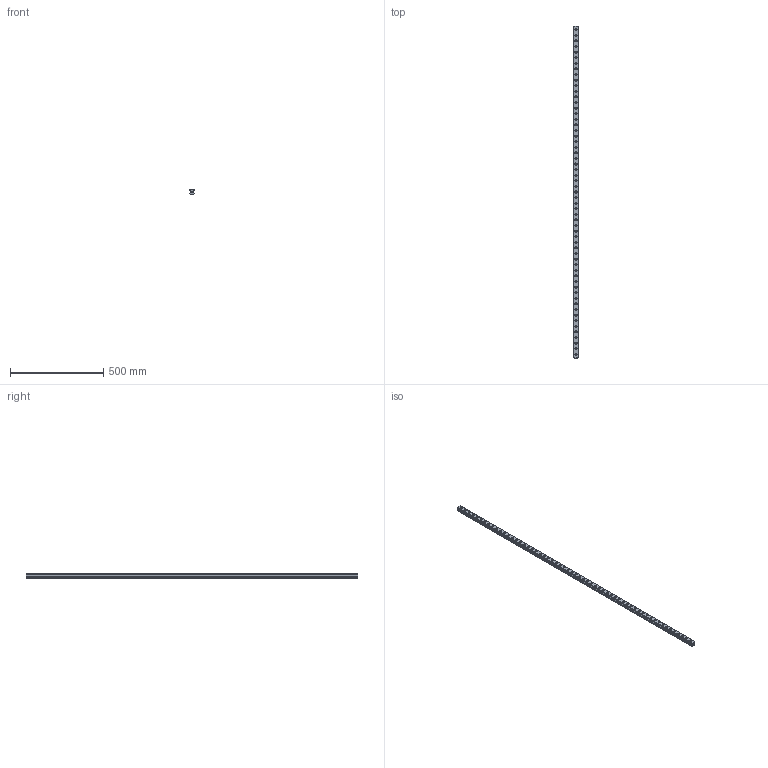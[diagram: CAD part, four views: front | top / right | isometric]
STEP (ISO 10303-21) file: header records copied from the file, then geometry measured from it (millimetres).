
FILE_DESCRIPTION(('STEP AP214'),'1');
FILE_NAME('cctmp_35633AB5-5314-457C-9A3B-F2C72F1CC84B_2021_03_11_09_49_58_0833..stp','2021-03-11T08:49:59',('HIWIN GmbH'),('CADClick - www.CADClick.com'),'Spatial InterOp 3D',' ','unknown authorization');
FILE_SCHEMA(('AUTOMOTIVE_DESIGN'));
Length unit declared in the file: millimetre
Products named in the file (1): RGR25R1780H_FILE
Bounding box: 23 x 1780 x 23.6 mm (x, y, z)
Volume: 714256.1 mm3; surface area: 221007.3 mm2
Topology: 1 solids, 1 shells, 648 faces, 1395 edges, 930 vertices
Faces by surface type: cylinder 372, plane 276
Entity records: 23131 total; most frequent: DIRECTION 3437, CARTESIAN_POINT 2974, ORIENTED_EDGE 2790, EDGE_CURVE 1395, AXIS2_PLACEMENT_3D 1393, VERTEX_POINT 930, EDGE_LOOP 829, CIRCLE 744
